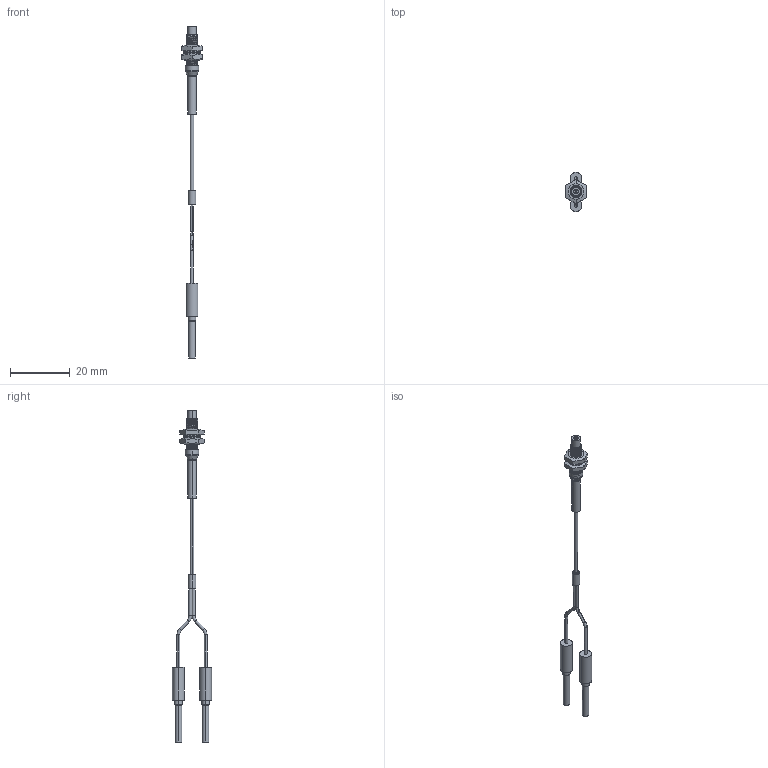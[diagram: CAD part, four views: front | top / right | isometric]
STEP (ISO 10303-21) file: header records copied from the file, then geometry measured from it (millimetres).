
FILE_DESCRIPTION (( 'STEP AP214' ), '1' );
FILE_NAME ('FOACAMPDW68_3D.step', '2023-07-24T19:06:00', ( '' ), ( '' ), 'SwSTEP 2.0', 'SolidWorks 2022', '' );
FILE_SCHEMA (( 'AUTOMOTIVE_DESIGN' ));
Length unit declared in the file: millimetre
Products named in the file (3): FOACAMPDW68_BODY; FOACAMPDW68_3D; FOACAMPDW68_Nut
Assembly tree (3 placements, depth 2):
  FOACAMPDW68_3D
    FOACAMPDW68_BODY
    FOACAMPDW68_Nut  x2
Bounding box: 7 x 13.1 x 111.29 mm (x, y, z)
Volume: 832.2 mm3; surface area: 1670 mm2
Topology: 4 solids, 4 shells, 183 faces, 416 edges, 260 vertices
Faces by surface type: cylinder 98, plane 43, torus 20, cone 20, bspline 2
Entity records: 9426 total; most frequent: CARTESIAN_POINT 4808, DIRECTION 800, ORIENTED_EDGE 756, EDGE_CURVE 378, AXIS2_PLACEMENT_3D 342, VERTEX_POINT 236, EDGE_LOOP 188, CIRCLE 172
